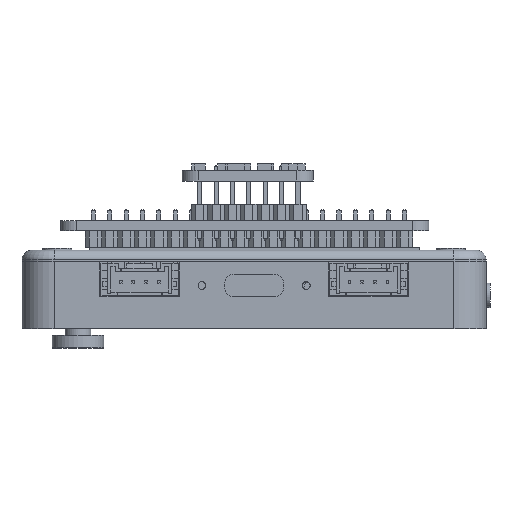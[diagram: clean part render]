
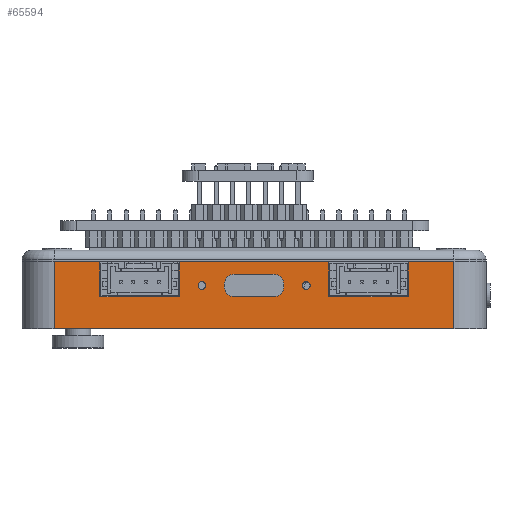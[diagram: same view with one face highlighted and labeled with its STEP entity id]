
A CAD part, front view. The second image highlights one B-rep face of the part: STEP entity #65594.
In plain terms, the highlighted planar face has unit normal (0, -1, 0).
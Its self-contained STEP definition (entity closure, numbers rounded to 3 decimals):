
#699=FACE_BOUND('',#10609,.T.);
#700=FACE_BOUND('',#10610,.T.);
#701=FACE_BOUND('',#10611,.T.);
#3609=PLANE('',#69580);
#6947=FACE_OUTER_BOUND('',#10608,.T.);
#10608=EDGE_LOOP('',(#60043,#60044,#60045,#60046,#60047,#60048,#60049,#60050,
#60051,#60052,#60053,#60054));
#10609=EDGE_LOOP('',(#60055));
#10610=EDGE_LOOP('',(#60056,#60057,#60058,#60059,#60060,#60061,#60062,#60063));
#10611=EDGE_LOOP('',(#60064));
#18614=LINE('',#121121,#26872);
#18617=LINE('',#121127,#26875);
#18621=LINE('',#121134,#26879);
#18625=LINE('',#121148,#26883);
#18628=LINE('',#121154,#26886);
#18632=LINE('',#121161,#26890);
#18635=LINE('',#121169,#26893);
#18639=LINE('',#121181,#26897);
#18643=LINE('',#121193,#26901);
#18647=LINE('',#121205,#26905);
#18650=LINE('',#121217,#26908);
#18743=LINE('',#121501,#27001);
#18744=LINE('',#121504,#27002);
#18745=LINE('',#121506,#27003);
#18746=LINE('',#121507,#27004);
#18747=LINE('',#121508,#27005);
#26872=VECTOR('',#84729,10.);
#26875=VECTOR('',#84734,10.);
#26879=VECTOR('',#84740,10.);
#26883=VECTOR('',#84752,10.);
#26886=VECTOR('',#84757,10.);
#26890=VECTOR('',#84763,10.);
#26893=VECTOR('',#84768,10.);
#26897=VECTOR('',#84780,10.);
#26901=VECTOR('',#84792,10.);
#26905=VECTOR('',#84804,10.);
#26908=VECTOR('',#84821,10.);
#27001=VECTOR('',#85108,10.);
#27002=VECTOR('',#85111,10.);
#27003=VECTOR('',#85112,10.);
#27004=VECTOR('',#85113,10.);
#27005=VECTOR('',#85114,10.);
#27836=CIRCLE('',#69458,0.595);
#27839=CIRCLE('',#69466,1.5);
#27841=CIRCLE('',#69470,1.5);
#27843=CIRCLE('',#69474,1.5);
#27845=CIRCLE('',#69478,1.5);
#27846=CIRCLE('',#69480,0.595);
#33441=VERTEX_POINT('',#121118);
#33442=VERTEX_POINT('',#121120);
#33444=VERTEX_POINT('',#121126);
#33446=VERTEX_POINT('',#121132);
#33447=VERTEX_POINT('',#121136);
#33451=VERTEX_POINT('',#121145);
#33452=VERTEX_POINT('',#121147);
#33454=VERTEX_POINT('',#121153);
#33456=VERTEX_POINT('',#121159);
#33459=VERTEX_POINT('',#121166);
#33460=VERTEX_POINT('',#121168);
#33462=VERTEX_POINT('',#121174);
#33464=VERTEX_POINT('',#121180);
#33466=VERTEX_POINT('',#121186);
#33468=VERTEX_POINT('',#121192);
#33470=VERTEX_POINT('',#121198);
#33472=VERTEX_POINT('',#121204);
#33473=VERTEX_POINT('',#121211);
#33567=VERTEX_POINT('',#121497);
#33568=VERTEX_POINT('',#121499);
#33569=VERTEX_POINT('',#121503);
#33570=VERTEX_POINT('',#121505);
#42294=EDGE_CURVE('',#33442,#33441,#18614,.T.);
#42297=EDGE_CURVE('',#33444,#33442,#18617,.T.);
#42301=EDGE_CURVE('',#33441,#33446,#18621,.T.);
#42302=EDGE_CURVE('',#33447,#33447,#27836,.T.);
#42307=EDGE_CURVE('',#33452,#33451,#18625,.T.);
#42310=EDGE_CURVE('',#33454,#33452,#18628,.T.);
#42314=EDGE_CURVE('',#33451,#33456,#18632,.T.);
#42317=EDGE_CURVE('',#33460,#33459,#18635,.T.);
#42320=EDGE_CURVE('',#33462,#33460,#27839,.T.);
#42323=EDGE_CURVE('',#33464,#33462,#18639,.T.);
#42326=EDGE_CURVE('',#33466,#33464,#27841,.T.);
#42329=EDGE_CURVE('',#33468,#33466,#18643,.T.);
#42332=EDGE_CURVE('',#33470,#33468,#27843,.T.);
#42335=EDGE_CURVE('',#33472,#33470,#18647,.T.);
#42338=EDGE_CURVE('',#33459,#33472,#27845,.T.);
#42339=EDGE_CURVE('',#33473,#33473,#27846,.T.);
#42342=EDGE_CURVE('',#33444,#33456,#18650,.T.);
#42485=EDGE_CURVE('',#33567,#33568,#18743,.T.);
#42486=EDGE_CURVE('',#33569,#33446,#18744,.T.);
#42487=EDGE_CURVE('',#33570,#33569,#18745,.T.);
#42488=EDGE_CURVE('',#33567,#33570,#18746,.T.);
#42489=EDGE_CURVE('',#33454,#33568,#18747,.T.);
#60043=ORIENTED_EDGE('',*,*,#42301,.T.);
#60044=ORIENTED_EDGE('',*,*,#42486,.F.);
#60045=ORIENTED_EDGE('',*,*,#42487,.F.);
#60046=ORIENTED_EDGE('',*,*,#42488,.F.);
#60047=ORIENTED_EDGE('',*,*,#42485,.T.);
#60048=ORIENTED_EDGE('',*,*,#42489,.F.);
#60049=ORIENTED_EDGE('',*,*,#42310,.T.);
#60050=ORIENTED_EDGE('',*,*,#42307,.T.);
#60051=ORIENTED_EDGE('',*,*,#42314,.T.);
#60052=ORIENTED_EDGE('',*,*,#42342,.F.);
#60053=ORIENTED_EDGE('',*,*,#42297,.T.);
#60054=ORIENTED_EDGE('',*,*,#42294,.T.);
#60055=ORIENTED_EDGE('',*,*,#42302,.T.);
#60056=ORIENTED_EDGE('',*,*,#42329,.T.);
#60057=ORIENTED_EDGE('',*,*,#42326,.T.);
#60058=ORIENTED_EDGE('',*,*,#42323,.T.);
#60059=ORIENTED_EDGE('',*,*,#42320,.T.);
#60060=ORIENTED_EDGE('',*,*,#42317,.T.);
#60061=ORIENTED_EDGE('',*,*,#42338,.T.);
#60062=ORIENTED_EDGE('',*,*,#42335,.T.);
#60063=ORIENTED_EDGE('',*,*,#42332,.T.);
#60064=ORIENTED_EDGE('',*,*,#42339,.T.);
#65594=ADVANCED_FACE('',(#6947,#699,#700,#701),#3609,.T.);
#69458=AXIS2_PLACEMENT_3D('',#121137,#84743,#84744);
#69466=AXIS2_PLACEMENT_3D('',#121175,#84774,#84775);
#69470=AXIS2_PLACEMENT_3D('',#121187,#84786,#84787);
#69474=AXIS2_PLACEMENT_3D('',#121199,#84798,#84799);
#69478=AXIS2_PLACEMENT_3D('',#121209,#84810,#84811);
#69480=AXIS2_PLACEMENT_3D('',#121212,#84814,#84815);
#69580=AXIS2_PLACEMENT_3D('',#121502,#85109,#85110);
#84729=DIRECTION('',(1.,0.,0.));
#84734=DIRECTION('',(0.,0.,1.));
#84740=DIRECTION('',(0.,0.,-1.));
#84743=DIRECTION('center_axis',(0.,1.,0.));
#84744=DIRECTION('ref_axis',(1.,0.,0.));
#84752=DIRECTION('',(1.,0.,0.));
#84757=DIRECTION('',(0.,0.,1.));
#84763=DIRECTION('',(0.,0.,-1.));
#84768=DIRECTION('',(0.,0.,-1.));
#84774=DIRECTION('center_axis',(0.,1.,0.));
#84775=DIRECTION('ref_axis',(1.,0.,0.));
#84780=DIRECTION('',(1.,0.,0.));
#84786=DIRECTION('center_axis',(0.,1.,0.));
#84787=DIRECTION('ref_axis',(0.,0.,1.));
#84792=DIRECTION('',(0.,0.,1.));
#84798=DIRECTION('center_axis',(0.,1.,0.));
#84799=DIRECTION('ref_axis',(-1.,0.,0.));
#84804=DIRECTION('',(-1.,0.,0.));
#84810=DIRECTION('center_axis',(0.,1.,0.));
#84811=DIRECTION('ref_axis',(0.,0.,-1.));
#84814=DIRECTION('center_axis',(0.,1.,0.));
#84815=DIRECTION('ref_axis',(1.,0.,0.));
#84821=DIRECTION('',(-1.,0.,0.));
#85108=DIRECTION('',(0.,0.,-1.));
#85109=DIRECTION('center_axis',(0.,-1.,0.));
#85110=DIRECTION('ref_axis',(-1.,0.,0.));
#85111=DIRECTION('',(-1.,0.,0.));
#85112=DIRECTION('',(0.,0.,-1.));
#85113=DIRECTION('',(1.,0.,0.));
#85114=DIRECTION('',(-1.,0.,0.));
#121118=CARTESIAN_POINT('',(23.905,-28.5,-5.));
#121120=CARTESIAN_POINT('',(11.595,-28.5,-5.));
#121121=CARTESIAN_POINT('',(21.298,-28.5,-5.));
#121126=CARTESIAN_POINT('',(11.595,-28.5,-10.4));
#121127=CARTESIAN_POINT('',(11.595,-28.5,-5.2));
#121132=CARTESIAN_POINT('',(23.905,-28.5,-10.4));
#121134=CARTESIAN_POINT('',(23.905,-28.5,-2.5));
#121136=CARTESIAN_POINT('',(7.5,-28.5,-6.725));
#121137=CARTESIAN_POINT('Origin',(8.095,-28.5,-6.725));
#121145=CARTESIAN_POINT('',(-11.595,-28.5,-5.));
#121147=CARTESIAN_POINT('',(-23.905,-28.5,-5.));
#121148=CARTESIAN_POINT('',(3.547,-28.5,-5.));
#121153=CARTESIAN_POINT('',(-23.905,-28.5,-10.4));
#121154=CARTESIAN_POINT('',(-23.905,-28.5,-5.2));
#121159=CARTESIAN_POINT('',(-11.595,-28.5,-10.4));
#121161=CARTESIAN_POINT('',(-11.595,-28.5,-2.5));
#121166=CARTESIAN_POINT('',(4.595,-28.5,-6.95));
#121168=CARTESIAN_POINT('',(4.595,-28.5,-6.5));
#121169=CARTESIAN_POINT('',(4.595,-28.5,-3.25));
#121174=CARTESIAN_POINT('',(3.095,-28.5,-5.));
#121175=CARTESIAN_POINT('Origin',(3.095,-28.5,-6.5));
#121180=CARTESIAN_POINT('',(-3.095,-28.5,-5.));
#121181=CARTESIAN_POINT('',(13.953,-28.5,-5.));
#121186=CARTESIAN_POINT('',(-4.595,-28.5,-6.5));
#121187=CARTESIAN_POINT('Origin',(-3.095,-28.5,-6.5));
#121192=CARTESIAN_POINT('',(-4.595,-28.5,-6.95));
#121193=CARTESIAN_POINT('',(-4.595,-28.5,-3.475));
#121198=CARTESIAN_POINT('',(-3.095,-28.5,-8.45));
#121199=CARTESIAN_POINT('Origin',(-3.095,-28.5,-6.95));
#121204=CARTESIAN_POINT('',(3.095,-28.5,-8.45));
#121205=CARTESIAN_POINT('',(17.048,-28.5,-8.45));
#121209=CARTESIAN_POINT('Origin',(3.095,-28.5,-6.95));
#121211=CARTESIAN_POINT('',(-8.69,-28.5,-6.725));
#121212=CARTESIAN_POINT('Origin',(-8.095,-28.5,-6.725));
#121217=CARTESIAN_POINT('',(-31.,-28.5,-10.4));
#121497=CARTESIAN_POINT('',(-31.,-28.5,0.));
#121499=CARTESIAN_POINT('',(-31.,-28.5,-10.4));
#121501=CARTESIAN_POINT('',(-31.,-28.5,0.));
#121502=CARTESIAN_POINT('Origin',(31.,-28.5,0.));
#121503=CARTESIAN_POINT('',(31.,-28.5,-10.4));
#121504=CARTESIAN_POINT('',(-31.,-28.5,-10.4));
#121505=CARTESIAN_POINT('',(31.,-28.5,0.));
#121506=CARTESIAN_POINT('',(31.,-28.5,0.));
#121507=CARTESIAN_POINT('',(-31.,-28.5,0.));
#121508=CARTESIAN_POINT('',(-31.,-28.5,-10.4));
